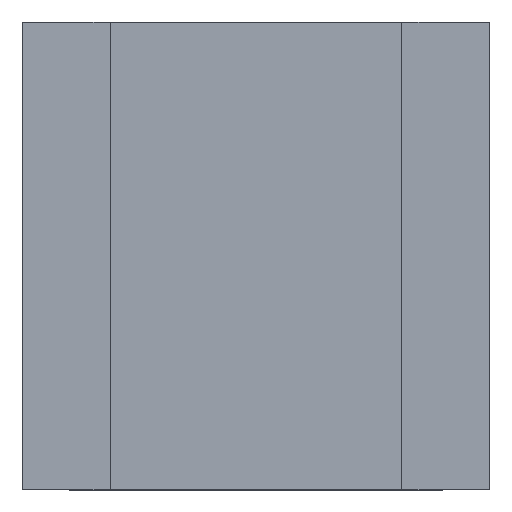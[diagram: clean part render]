
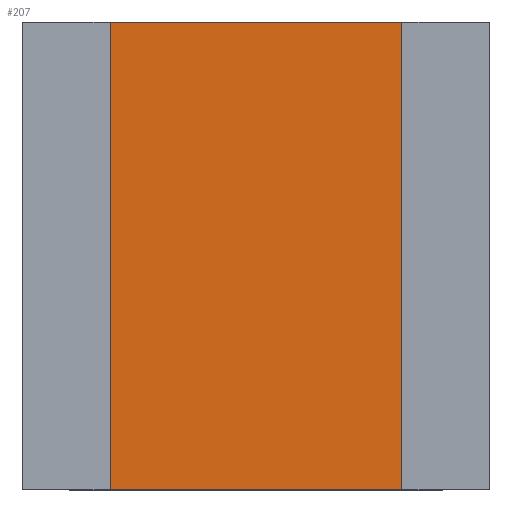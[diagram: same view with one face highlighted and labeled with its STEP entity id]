
A CAD part, top view. The second image highlights one B-rep face of the part: STEP entity #207.
In plain terms, the highlighted planar face has unit normal (0, 0, 1).
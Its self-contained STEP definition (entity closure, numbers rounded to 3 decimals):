
#137=VERTEX_POINT('',#284);
#145=EDGE_CURVE('',#189,#161,#292,.T.);
#151=EDGE_CURVE('',#175,#161,#299,.T.);
#157=EDGE_CURVE('',#189,#137,#306,.T.);
#161=VERTEX_POINT('',#310);
#165=EDGE_CURVE('',#137,#175,#314,.T.);
#175=VERTEX_POINT('',#325);
#189=VERTEX_POINT('',#341);
#207=ADVANCED_FACE('',(#360),#361,.T.);
#284=CARTESIAN_POINT('',(-7.8,12.5,9.));
#292=LINE('',#468,#469);
#299=LINE('',#479,#480);
#306=LINE('',#488,#489);
#310=CARTESIAN_POINT('',(7.8,-12.5,9.));
#314=LINE('',#500,#501);
#325=CARTESIAN_POINT('',(-7.8,-12.5,9.));
#341=CARTESIAN_POINT('',(7.8,12.5,9.));
#360=FACE_OUTER_BOUND('',#563,.T.);
#361=PLANE('',#564);
#468=CARTESIAN_POINT('',(7.8,0.,9.));
#469=VECTOR('',#633,1.0);
#479=CARTESIAN_POINT('',(7.8,-12.5,9.));
#480=VECTOR('',#643,1.0);
#488=CARTESIAN_POINT('',(7.8,12.5,9.));
#489=VECTOR('',#652,1.0);
#500=CARTESIAN_POINT('',(-7.8,0.,9.));
#501=VECTOR('',#654,1.0);
#563=EDGE_LOOP('',(#702,#703,#704,#705));
#564=AXIS2_PLACEMENT_3D('',#706,#707,#708);
#633=DIRECTION('',(0.0,-1.0,0.));
#643=DIRECTION('',(1.0,0.0,0.0));
#652=DIRECTION('',(-1.0,0.0,0.0));
#654=DIRECTION('',(0.0,-1.0,0.));
#702=ORIENTED_EDGE('',*,*,#151,.T.);
#703=ORIENTED_EDGE('',*,*,#145,.F.);
#704=ORIENTED_EDGE('',*,*,#157,.T.);
#705=ORIENTED_EDGE('',*,*,#165,.T.);
#706=CARTESIAN_POINT('',(-7.8,0.,9.));
#707=DIRECTION('',(0.0,0.,1.0));
#708=DIRECTION('',(0.0,-1.0,0.));
